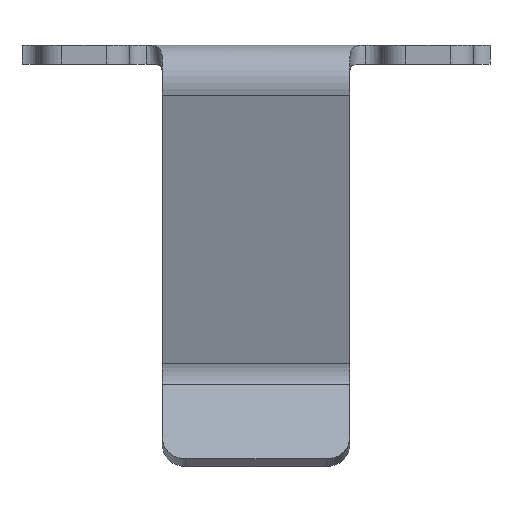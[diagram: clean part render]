
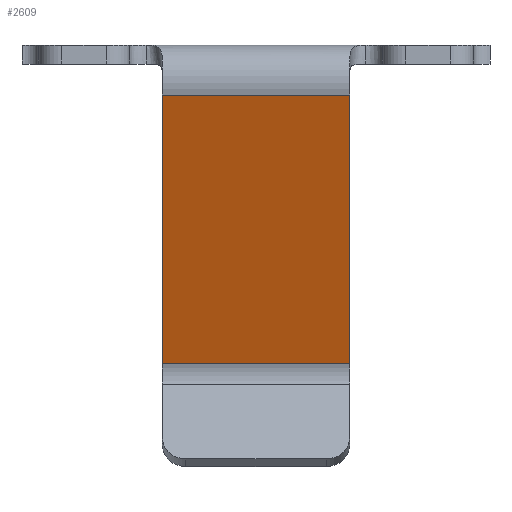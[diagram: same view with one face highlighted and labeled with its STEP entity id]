
A CAD part, front view. The second image highlights one B-rep face of the part: STEP entity #2609.
In plain terms, the highlighted planar face has unit normal (0, -0.946, -0.325).
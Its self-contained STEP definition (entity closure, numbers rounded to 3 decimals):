
#2466=CARTESIAN_POINT('',(-1.0,-1.553,-0.33));
#2467=VERTEX_POINT('',#2466);
#2475=CARTESIAN_POINT('',(1.0,-1.553,-0.33));
#2476=VERTEX_POINT('',#2475);
#2477=CARTESIAN_POINT('',(-1.0,-1.553,-0.33));
#2478=DIRECTION('',(1.0,0.0,0.0));
#2479=VECTOR('',#2478,2.0);
#2480=LINE('',#2477,#2479);
#2481=EDGE_CURVE('',#2467,#2476,#2480,.T.);
#2531=CARTESIAN_POINT('',(-1.,-0.566,-3.203));
#2532=VERTEX_POINT('',#2531);
#2533=CARTESIAN_POINT('',(-1.,-0.566,-3.203));
#2534=DIRECTION('',(0.,-0.325,0.946));
#2535=VECTOR('',#2534,3.037);
#2536=LINE('',#2533,#2535);
#2537=EDGE_CURVE('',#2532,#2467,#2536,.T.);
#2586=CARTESIAN_POINT('',(-1.1,-0.517,-3.346));
#2587=DIRECTION('',(0.,0.946,0.325));
#2588=DIRECTION('',(1.0,0.0,0.0));
#2589=AXIS2_PLACEMENT_3D('',#2586,#2587,#2588);
#2590=PLANE('',#2589);
#2591=CARTESIAN_POINT('',(1.0,-0.566,-3.203));
#2592=VERTEX_POINT('',#2591);
#2593=CARTESIAN_POINT('',(-1.,-0.566,-3.203));
#2594=DIRECTION('',(1.0,0.0,0.0));
#2595=VECTOR('',#2594,2.0);
#2596=LINE('',#2593,#2595);
#2597=EDGE_CURVE('',#2532,#2592,#2596,.T.);
#2598=ORIENTED_EDGE('',*,*,#2597,.T.);
#2599=CARTESIAN_POINT('',(1.0,-0.566,-3.203));
#2600=DIRECTION('',(0.,-0.325,0.946));
#2601=VECTOR('',#2600,3.037);
#2602=LINE('',#2599,#2601);
#2603=EDGE_CURVE('',#2592,#2476,#2602,.T.);
#2604=ORIENTED_EDGE('',*,*,#2603,.T.);
#2605=ORIENTED_EDGE('',*,*,#2481,.F.);
#2606=ORIENTED_EDGE('',*,*,#2537,.F.);
#2607=EDGE_LOOP('',(#2598,#2604,#2605,#2606));
#2608=FACE_OUTER_BOUND('',#2607,.T.);
#2609=ADVANCED_FACE('',(#2608),#2590,.F.);
